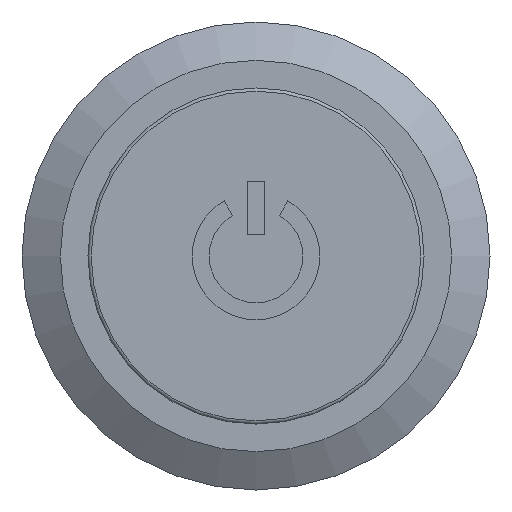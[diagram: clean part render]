
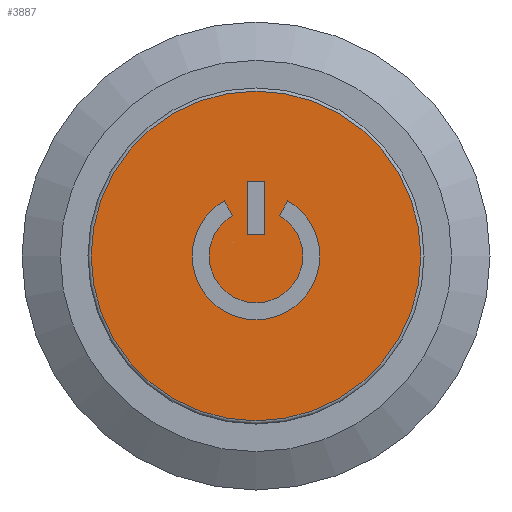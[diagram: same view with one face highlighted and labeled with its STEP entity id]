
A CAD part, left-side view. The second image highlights one B-rep face of the part: STEP entity #3887.
In plain terms, the highlighted face is planar.
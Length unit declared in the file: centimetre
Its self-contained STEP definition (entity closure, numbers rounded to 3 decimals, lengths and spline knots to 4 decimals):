
#150=FACE_BOUND('',#715,.T.);
#151=FACE_BOUND('',#716,.T.);
#283=PLANE('',#4171);
#482=FACE_OUTER_BOUND('',#714,.T.);
#714=EDGE_LOOP('',(#3564));
#715=EDGE_LOOP('',(#3565,#3566,#3567,#3568));
#716=EDGE_LOOP('',(#3569,#3570,#3571,#3572));
#1105=LINE('',#6590,#1494);
#1106=LINE('',#6593,#1495);
#1107=LINE('',#6596,#1496);
#1108=LINE('',#6598,#1497);
#1109=LINE('',#6600,#1498);
#1110=LINE('',#6601,#1499);
#1494=VECTOR('',#5065,1.);
#1495=VECTOR('',#5068,1.);
#1496=VECTOR('',#5069,1.);
#1497=VECTOR('',#5070,1.);
#1498=VECTOR('',#5071,1.);
#1499=VECTOR('',#5072,1.);
#1608=CIRCLE('',#4170,0.775);
#1609=CIRCLE('',#4172,0.3);
#1610=CIRCLE('',#4173,0.22);
#1970=VERTEX_POINT('',#6582);
#1971=VERTEX_POINT('',#6586);
#1972=VERTEX_POINT('',#6587);
#1973=VERTEX_POINT('',#6589);
#1974=VERTEX_POINT('',#6591);
#1975=VERTEX_POINT('',#6594);
#1976=VERTEX_POINT('',#6595);
#1977=VERTEX_POINT('',#6597);
#1978=VERTEX_POINT('',#6599);
#2507=EDGE_CURVE('',#1970,#1970,#1608,.T.);
#2508=EDGE_CURVE('',#1971,#1972,#1609,.T.);
#2509=EDGE_CURVE('',#1972,#1973,#1105,.T.);
#2510=EDGE_CURVE('',#1973,#1974,#1610,.T.);
#2511=EDGE_CURVE('',#1974,#1971,#1106,.T.);
#2512=EDGE_CURVE('',#1975,#1976,#1107,.T.);
#2513=EDGE_CURVE('',#1976,#1977,#1108,.T.);
#2514=EDGE_CURVE('',#1977,#1978,#1109,.T.);
#2515=EDGE_CURVE('',#1978,#1975,#1110,.T.);
#3564=ORIENTED_EDGE('',*,*,#2507,.F.);
#3565=ORIENTED_EDGE('',*,*,#2508,.T.);
#3566=ORIENTED_EDGE('',*,*,#2509,.T.);
#3567=ORIENTED_EDGE('',*,*,#2510,.T.);
#3568=ORIENTED_EDGE('',*,*,#2511,.T.);
#3569=ORIENTED_EDGE('',*,*,#2512,.T.);
#3570=ORIENTED_EDGE('',*,*,#2513,.T.);
#3571=ORIENTED_EDGE('',*,*,#2514,.T.);
#3572=ORIENTED_EDGE('',*,*,#2515,.T.);
#3887=ADVANCED_FACE('',(#482,#150,#151),#283,.F.);
#4170=AXIS2_PLACEMENT_3D('',#6584,#5059,#5060);
#4171=AXIS2_PLACEMENT_3D('',#6585,#5061,#5062);
#4172=AXIS2_PLACEMENT_3D('',#6588,#5063,#5064);
#4173=AXIS2_PLACEMENT_3D('',#6592,#5066,#5067);
#5059=DIRECTION('center_axis',(1.,0.,0.));
#5060=DIRECTION('ref_axis',(0.,0.,1.));
#5061=DIRECTION('center_axis',(1.,0.,0.));
#5062=DIRECTION('ref_axis',(0.,0.,1.));
#5063=DIRECTION('center_axis',(1.,0.,0.));
#5064=DIRECTION('ref_axis',(0.,0.5,0.866));
#5065=DIRECTION('',(0.,-0.5,-0.866));
#5066=DIRECTION('center_axis',(-1.,0.,0.));
#5067=DIRECTION('ref_axis',(0.,-0.5,-0.866));
#5068=DIRECTION('',(0.,-0.5,0.866));
#5069=DIRECTION('',(0.,1.,0.));
#5070=DIRECTION('',(0.,0.,1.));
#5071=DIRECTION('',(0.,-1.,0.));
#5072=DIRECTION('',(0.,0.,-1.));
#6582=CARTESIAN_POINT('',(-0.18,0.,-0.775));
#6584=CARTESIAN_POINT('Origin',(-0.18,0.,0.));
#6585=CARTESIAN_POINT('Origin',(-0.18,0.,0.));
#6586=CARTESIAN_POINT('',(-0.18,-0.15,0.2598));
#6587=CARTESIAN_POINT('',(-0.18,0.15,0.2598));
#6588=CARTESIAN_POINT('Origin',(-0.18,0.,0.));
#6589=CARTESIAN_POINT('',(-0.18,0.11,0.1905));
#6590=CARTESIAN_POINT('',(-0.18,0.055,0.0953));
#6591=CARTESIAN_POINT('',(-0.18,-0.11,0.1905));
#6592=CARTESIAN_POINT('Origin',(-0.18,0.,0.));
#6593=CARTESIAN_POINT('',(-0.18,-0.075,0.1299));
#6594=CARTESIAN_POINT('',(-0.18,-0.04,0.1));
#6595=CARTESIAN_POINT('',(-0.18,0.04,0.1));
#6596=CARTESIAN_POINT('',(-0.18,0.02,0.1));
#6597=CARTESIAN_POINT('',(-0.18,0.04,0.35));
#6598=CARTESIAN_POINT('',(-0.18,0.04,0.175));
#6599=CARTESIAN_POINT('',(-0.18,-0.04,0.35));
#6600=CARTESIAN_POINT('',(-0.18,-0.02,0.35));
#6601=CARTESIAN_POINT('',(-0.18,-0.04,0.05));
